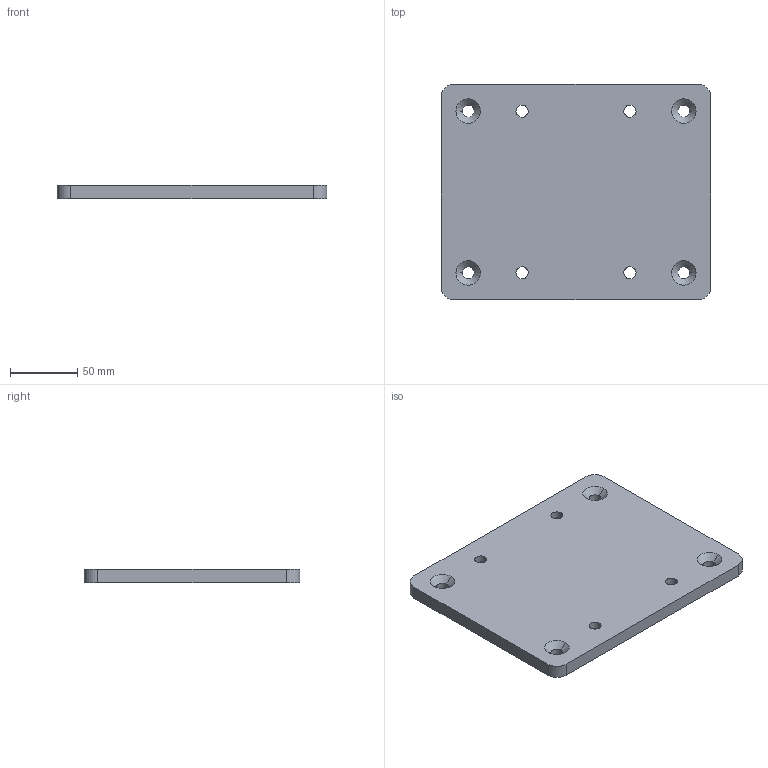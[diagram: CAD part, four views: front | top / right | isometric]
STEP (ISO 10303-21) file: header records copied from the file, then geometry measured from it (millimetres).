
FILE_DESCRIPTION (( 'STEP AP203' ), '1' );
FILE_NAME ('Plateau montant eps.10mm.STEP', '2019-12-18T21:29:14', ( '' ), ( '' ), 'SwSTEP 2.0', 'SolidWorks 2018', '' );
FILE_SCHEMA (( 'CONFIG_CONTROL_DESIGN' ));
Length unit declared in the file: millimetre
Products named in the file (1): Plateau montant eps.10mm
Bounding box: 200 x 160 x 10 mm (x, y, z)
Volume: 310921.7 mm3; surface area: 71713.3 mm2
Topology: 1 solids, 1 shells, 42 faces, 104 edges, 64 vertices
Faces by surface type: cylinder 20, cone 16, plane 6
Entity records: 1365 total; most frequent: DIRECTION 246, CARTESIAN_POINT 211, ORIENTED_EDGE 208, EDGE_CURVE 104, AXIS2_PLACEMENT_3D 99, VERTEX_POINT 64, EDGE_LOOP 58, CIRCLE 56
